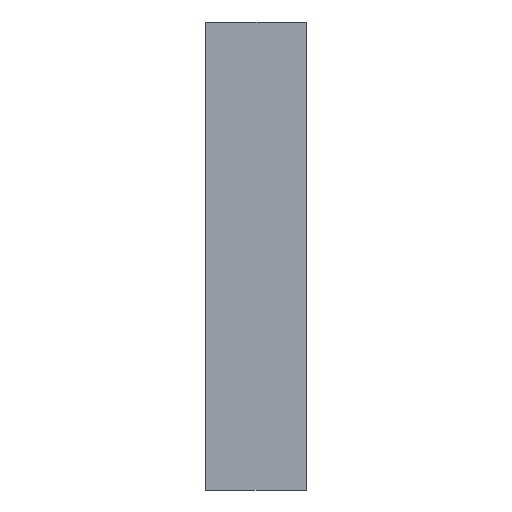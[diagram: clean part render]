
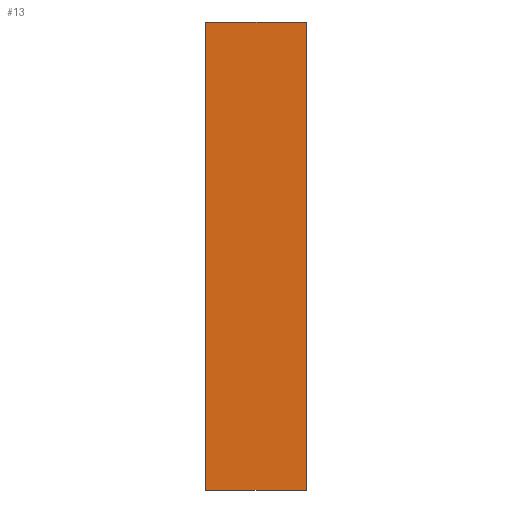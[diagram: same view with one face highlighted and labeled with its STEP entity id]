
A CAD part, front view. The second image highlights one B-rep face of the part: STEP entity #13.
In plain terms, the highlighted face is planar.
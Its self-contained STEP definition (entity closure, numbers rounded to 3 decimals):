
#4 = ORIENTED_EDGE ( 'NONE', *, *, #547, .T. ) ;
#13 = ADVANCED_FACE ( 'NONE', ( #443 ), #394, .F. ) ;
#31 = VERTEX_POINT ( 'NONE', #783 ) ;
#50 = DIRECTION ( 'NONE',  ( 0., 0., -1. ) ) ;
#67 = DIRECTION ( 'NONE',  ( 0., 0., 1. ) ) ;
#97 = ORIENTED_EDGE ( 'NONE', *, *, #247, .F. ) ;
#105 = EDGE_LOOP ( 'NONE', ( #97, #643, #4, #321 ) ) ;
#162 = CARTESIAN_POINT ( 'NONE',  ( -112.5, 120.074, 4.5 ) ) ;
#174 = CARTESIAN_POINT ( 'NONE',  ( -72.5, 120.074, -3. ) ) ;
#223 = VECTOR ( 'NONE', #792, 1000. ) ;
#235 = CARTESIAN_POINT ( 'NONE',  ( -37.5, 120.074, -3. ) ) ;
#247 = EDGE_CURVE ( 'NONE', #31, #691, #710, .T. ) ;
#249 = VECTOR ( 'NONE', #50, 1000. ) ;
#321 = ORIENTED_EDGE ( 'NONE', *, *, #427, .F. ) ;
#341 = EDGE_CURVE ( 'NONE', #31, #424, #689, .T. ) ;
#358 = VERTEX_POINT ( 'NONE', #174 ) ;
#366 = CARTESIAN_POINT ( 'NONE',  ( -37.5, 120.074, 4.5 ) ) ;
#394 = PLANE ( 'NONE',  #745 ) ;
#418 = DIRECTION ( 'NONE',  ( -1., 0., 0. ) ) ;
#421 = VECTOR ( 'NONE', #418, 1000. ) ;
#424 = VERTEX_POINT ( 'NONE', #235 ) ;
#427 = EDGE_CURVE ( 'NONE', #691, #358, #795, .T. ) ;
#443 = FACE_OUTER_BOUND ( 'NONE', #105, .T. ) ;
#446 = DIRECTION ( 'NONE',  ( 0., -1., 0. ) ) ;
#524 = CARTESIAN_POINT ( 'NONE',  ( -72.5, 120.074, 4.5 ) ) ;
#547 = EDGE_CURVE ( 'NONE', #424, #358, #596, .T. ) ;
#569 = DIRECTION ( 'NONE',  ( 0., 0., -1. ) ) ;
#585 = VECTOR ( 'NONE', #569, 1000. ) ;
#596 = LINE ( 'NONE', #597, #223 ) ;
#597 = CARTESIAN_POINT ( 'NONE',  ( 112.51, 120.074, -3. ) ) ;
#599 = CARTESIAN_POINT ( 'NONE',  ( 112.51, 120.074, 4.5 ) ) ;
#643 = ORIENTED_EDGE ( 'NONE', *, *, #341, .T. ) ;
#689 = LINE ( 'NONE', #366, #585 ) ;
#691 = VERTEX_POINT ( 'NONE', #524 ) ;
#710 = LINE ( 'NONE', #162, #421 ) ;
#745 = AXIS2_PLACEMENT_3D ( 'NONE', #599, #446, #67 ) ;
#783 = CARTESIAN_POINT ( 'NONE',  ( -37.5, 120.074, 4.5 ) ) ;
#792 = DIRECTION ( 'NONE',  ( -1., 0., 0. ) ) ;
#795 = LINE ( 'NONE', #824, #249 ) ;
#824 = CARTESIAN_POINT ( 'NONE',  ( -72.5, 120.074, 313.369 ) ) ;
